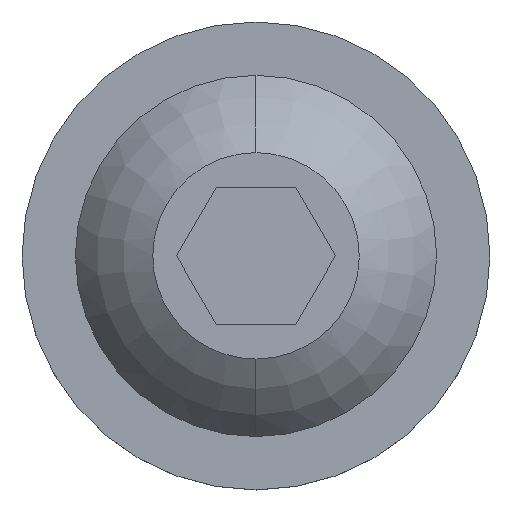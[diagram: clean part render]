
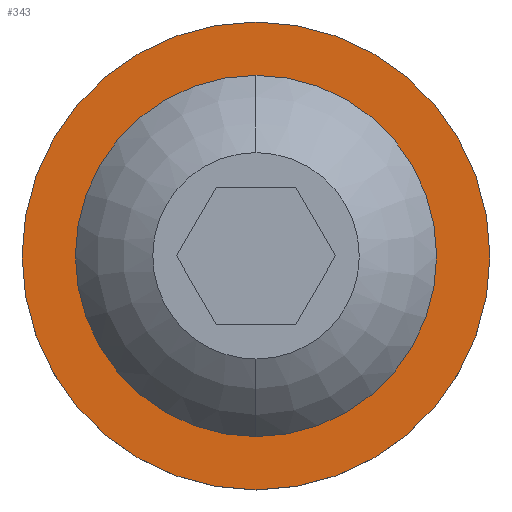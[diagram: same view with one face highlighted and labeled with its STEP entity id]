
A CAD part, top view. The second image highlights one B-rep face of the part: STEP entity #343.
In plain terms, the highlighted planar face has unit normal (0, 0, 1).
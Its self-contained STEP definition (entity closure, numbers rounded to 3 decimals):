
#61 = EDGE_CURVE ( 'NONE', #365, #423, #181, .T. ) ;
#63 = AXIS2_PLACEMENT_3D ( 'NONE', #552, #658, #274 ) ;
#71 = CARTESIAN_POINT ( 'NONE',  ( 0., 5.25, 1.2 ) ) ;
#72 = CIRCLE ( 'NONE', #192, 6.8 ) ;
#122 = CARTESIAN_POINT ( 'NONE',  ( 0., 0., 1.2 ) ) ;
#159 = DIRECTION ( 'NONE',  ( 0., 1., 0. ) ) ;
#161 = CIRCLE ( 'NONE', #468, 5.25 ) ;
#176 = DIRECTION ( 'NONE',  ( 0., 0., -1. ) ) ;
#181 = CIRCLE ( 'NONE', #205, 5.25 ) ;
#192 = AXIS2_PLACEMENT_3D ( 'NONE', #122, #176, #698 ) ;
#201 = DIRECTION ( 'NONE',  ( -1., 0., 0. ) ) ;
#205 = AXIS2_PLACEMENT_3D ( 'NONE', #441, #301, #159 ) ;
#274 = DIRECTION ( 'NONE',  ( 1., 0., 0. ) ) ;
#301 = DIRECTION ( 'NONE',  ( 0., 0., -1. ) ) ;
#306 = EDGE_CURVE ( 'NONE', #423, #365, #161, .T. ) ;
#343 = ADVANCED_FACE ( 'NONE', ( #838, #655 ), #710, .T. ) ;
#344 = ORIENTED_EDGE ( 'NONE', *, *, #306, .T. ) ;
#365 = VERTEX_POINT ( 'NONE', #71 ) ;
#412 = DIRECTION ( 'NONE',  ( 0., 0., -1. ) ) ;
#423 = VERTEX_POINT ( 'NONE', #568 ) ;
#441 = CARTESIAN_POINT ( 'NONE',  ( 0., 0., 1.2 ) ) ;
#449 = ORIENTED_EDGE ( 'NONE', *, *, #473, .F. ) ;
#468 = AXIS2_PLACEMENT_3D ( 'NONE', #530, #641, #707 ) ;
#473 = EDGE_CURVE ( 'NONE', #539, #792, #72, .T. ) ;
#476 = CARTESIAN_POINT ( 'NONE',  ( 0., 0., 1.2 ) ) ;
#505 = ORIENTED_EDGE ( 'NONE', *, *, #61, .T. ) ;
#525 = ORIENTED_EDGE ( 'NONE', *, *, #706, .F. ) ;
#530 = CARTESIAN_POINT ( 'NONE',  ( 0., 0., 1.2 ) ) ;
#539 = VERTEX_POINT ( 'NONE', #772 ) ;
#552 = CARTESIAN_POINT ( 'NONE',  ( 0., 0., 1.2 ) ) ;
#568 = CARTESIAN_POINT ( 'NONE',  ( 0., -5.25, 1.2 ) ) ;
#641 = DIRECTION ( 'NONE',  ( 0., 0., -1. ) ) ;
#655 = FACE_OUTER_BOUND ( 'NONE', #713, .T. ) ;
#658 = DIRECTION ( 'NONE',  ( 0., 0., 1. ) ) ;
#659 = CARTESIAN_POINT ( 'NONE',  ( -6.8, 0., 1.2 ) ) ;
#698 = DIRECTION ( 'NONE',  ( -1., 0., 0. ) ) ;
#706 = EDGE_CURVE ( 'NONE', #792, #539, #864, .T. ) ;
#707 = DIRECTION ( 'NONE',  ( 0., 1., 0. ) ) ;
#708 = AXIS2_PLACEMENT_3D ( 'NONE', #476, #412, #201 ) ;
#710 = PLANE ( 'NONE',  #63 ) ;
#713 = EDGE_LOOP ( 'NONE', ( #525, #449 ) ) ;
#772 = CARTESIAN_POINT ( 'NONE',  ( 6.8, 0., 1.2 ) ) ;
#792 = VERTEX_POINT ( 'NONE', #659 ) ;
#801 = EDGE_LOOP ( 'NONE', ( #505, #344 ) ) ;
#838 = FACE_BOUND ( 'NONE', #801, .T. ) ;
#864 = CIRCLE ( 'NONE', #708, 6.8 ) ;
